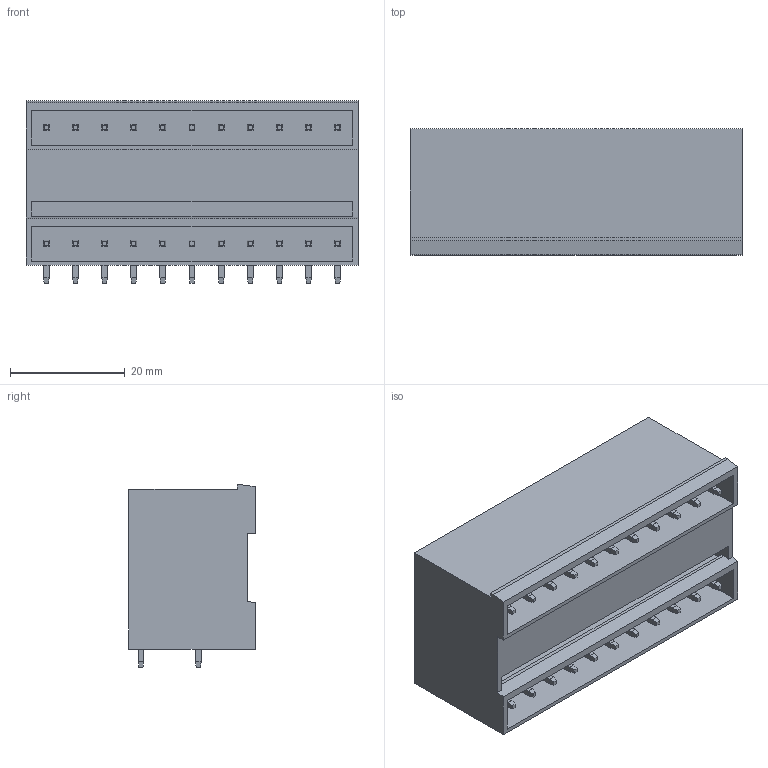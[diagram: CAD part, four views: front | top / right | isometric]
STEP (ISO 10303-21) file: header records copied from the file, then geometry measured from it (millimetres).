
FILE_DESCRIPTION(('CATIA V5 STEP Exchange','CAx-IF Rec.Pracs.--- Model Styling and Organization---1.2---2011-12-15'),'2;1');
FILE_NAME ('D1453108_0_1601880000_1601880000.stp','2018-11-03T04:21:30+00:00',('none'),('Weidmueller'),'CATIA Version 5-6 Release 2014','CATIA V5 STEP AP214','none');
FILE_SCHEMA(('AUTOMOTIVE_DESIGN { 1 0 10303 214 1 1 1 1 }'));
Length unit declared in the file: millimetre
Products named in the file (1): 1601880000
Bounding box: 57.88 x 22 x 31.88 mm (x, y, z)
Volume: 17355.2 mm3; surface area: 17487.1 mm2
Topology: 23 solids, 23 shells, 518 faces, 1234 edges, 764 vertices
Faces by surface type: plane 518
Entity records: 12664 total; most frequent: ORIENTED_EDGE 2468, CARTESIAN_POINT 2360, DIRECTION 1428, EDGE_CURVE 1234, VECTOR 1058, LINE 1058, VERTEX_POINT 764, EDGE_LOOP 564
